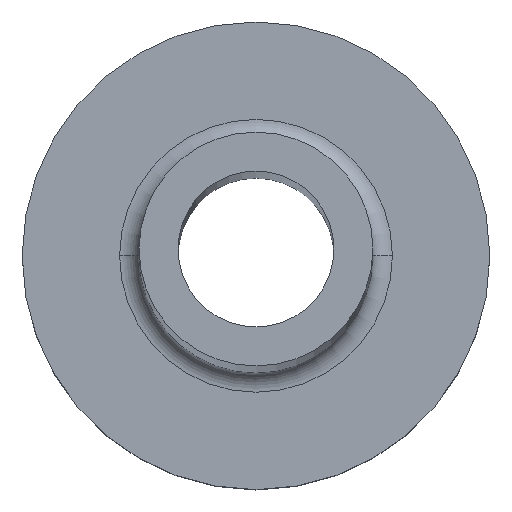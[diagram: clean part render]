
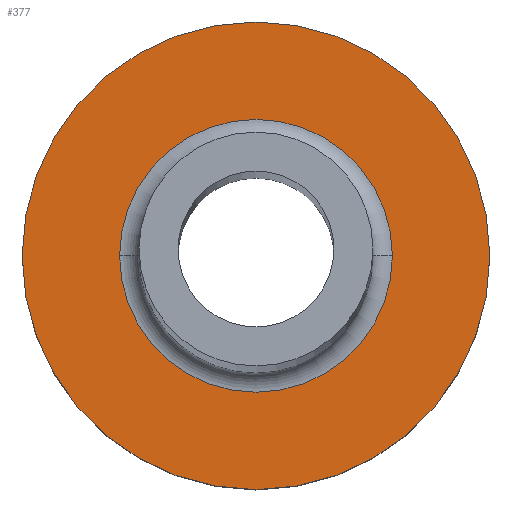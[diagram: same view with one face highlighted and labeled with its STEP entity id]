
A CAD part, top view. The second image highlights one B-rep face of the part: STEP entity #377.
In plain terms, the highlighted planar face has unit normal (0, 0, 1).
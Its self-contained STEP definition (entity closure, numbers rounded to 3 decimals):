
#20 = DIRECTION ( 'NONE',  ( 1., 0., 0. ) ) ;
#30 = DIRECTION ( 'NONE',  ( 0., 0., 1. ) ) ;
#37 = CARTESIAN_POINT ( 'NONE',  ( 0., 0., 5. ) ) ;
#38 = EDGE_CURVE ( 'NONE', #247, #115, #353, .T. ) ;
#39 = DIRECTION ( 'NONE',  ( 1., 0., 0. ) ) ;
#41 = VERTEX_POINT ( 'NONE', #351 ) ;
#53 = AXIS2_PLACEMENT_3D ( 'NONE', #83, #104, #20 ) ;
#64 = AXIS2_PLACEMENT_3D ( 'NONE', #37, #290, #101 ) ;
#83 = CARTESIAN_POINT ( 'NONE',  ( 0., 0., 5. ) ) ;
#84 = EDGE_CURVE ( 'NONE', #41, #240, #323, .T. ) ;
#88 = DIRECTION ( 'NONE',  ( 1., 0., 0. ) ) ;
#95 = CARTESIAN_POINT ( 'NONE',  ( 3.5, 0., 5. ) ) ;
#101 = DIRECTION ( 'NONE',  ( 1., 0., 0. ) ) ;
#104 = DIRECTION ( 'NONE',  ( 0., 0., -1. ) ) ;
#105 = ORIENTED_EDGE ( 'NONE', *, *, #120, .T. ) ;
#109 = ORIENTED_EDGE ( 'NONE', *, *, #84, .T. ) ;
#111 = ORIENTED_EDGE ( 'NONE', *, *, #38, .T. ) ;
#115 = VERTEX_POINT ( 'NONE', #241 ) ;
#120 = EDGE_CURVE ( 'NONE', #240, #41, #234, .T. ) ;
#142 = PLANE ( 'NONE',  #148 ) ;
#147 = ORIENTED_EDGE ( 'NONE', *, *, #320, .T. ) ;
#148 = AXIS2_PLACEMENT_3D ( 'NONE', #252, #255, #39 ) ;
#150 = DIRECTION ( 'NONE',  ( 1., 0., 0. ) ) ;
#164 = FACE_OUTER_BOUND ( 'NONE', #314, .T. ) ;
#173 = CARTESIAN_POINT ( 'NONE',  ( 0., 0., 5. ) ) ;
#182 = AXIS2_PLACEMENT_3D ( 'NONE', #281, #316, #88 ) ;
#219 = CIRCLE ( 'NONE', #53, 3.5 ) ;
#234 = CIRCLE ( 'NONE', #64, 6. ) ;
#237 = CARTESIAN_POINT ( 'NONE',  ( 6., 0., 5. ) ) ;
#240 = VERTEX_POINT ( 'NONE', #237 ) ;
#241 = CARTESIAN_POINT ( 'NONE',  ( -3.5, 0., 5. ) ) ;
#247 = VERTEX_POINT ( 'NONE', #95 ) ;
#252 = CARTESIAN_POINT ( 'NONE',  ( 0., 0., 5. ) ) ;
#255 = DIRECTION ( 'NONE',  ( 0., 0., 1. ) ) ;
#281 = CARTESIAN_POINT ( 'NONE',  ( 0., 0., 5. ) ) ;
#290 = DIRECTION ( 'NONE',  ( 0., 0., 1. ) ) ;
#308 = FACE_BOUND ( 'NONE', #371, .T. ) ;
#314 = EDGE_LOOP ( 'NONE', ( #109, #105 ) ) ;
#316 = DIRECTION ( 'NONE',  ( 0., 0., -1. ) ) ;
#320 = EDGE_CURVE ( 'NONE', #115, #247, #219, .T. ) ;
#323 = CIRCLE ( 'NONE', #378, 6. ) ;
#351 = CARTESIAN_POINT ( 'NONE',  ( -6., 0., 5. ) ) ;
#353 = CIRCLE ( 'NONE', #182, 3.5 ) ;
#371 = EDGE_LOOP ( 'NONE', ( #111, #147 ) ) ;
#377 = ADVANCED_FACE ( 'NONE', ( #308, #164 ), #142, .T. ) ;
#378 = AXIS2_PLACEMENT_3D ( 'NONE', #173, #30, #150 ) ;
